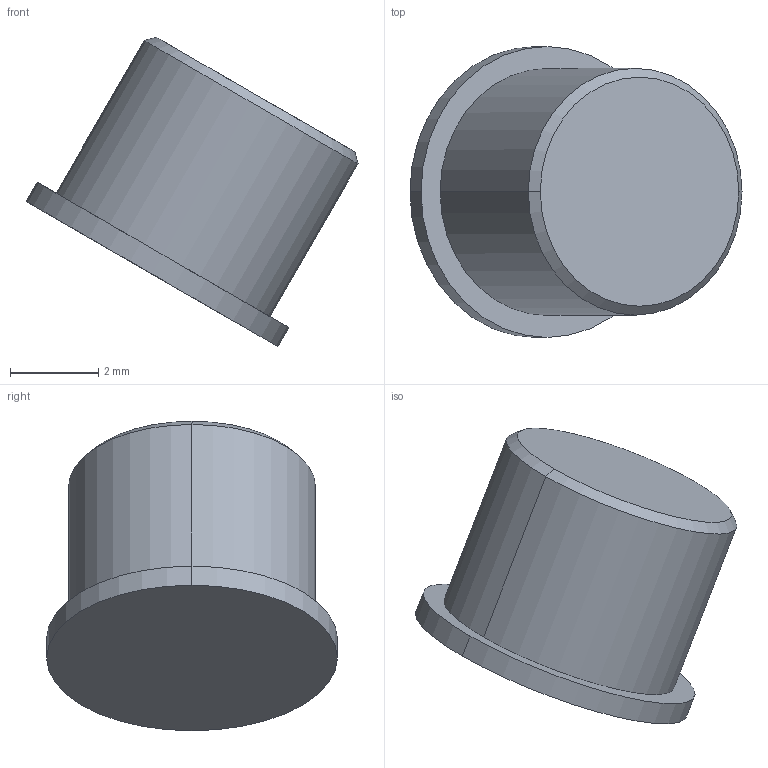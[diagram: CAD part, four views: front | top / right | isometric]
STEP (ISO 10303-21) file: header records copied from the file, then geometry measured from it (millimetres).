
FILE_DESCRIPTION (( 'STEP AP203' ), '1' );
FILE_NAME ('BOUTON_V2.stp', '2019-05-31T15:52:18', ( '' ), ( '' ), 'SwSTEP 2.0', 'SolidWorks 2018', '' );
FILE_SCHEMA (( 'CONFIG_CONTROL_DESIGN' ));
Length unit declared in the file: millimetre
Products named in the file (1): BOUTON_V2
Bounding box: 7.53 x 6.6 x 7.02 mm (x, y, z)
Volume: 120.2 mm3; surface area: 150.6 mm2
Topology: 1 solids, 1 shells, 9 faces, 16 edges, 10 vertices
Faces by surface type: cylinder 4, plane 3, cone 2
Entity records: 301 total; most frequent: DIRECTION 46, CARTESIAN_POINT 36, ORIENTED_EDGE 32, AXIS2_PLACEMENT_3D 20, EDGE_CURVE 16, EDGE_LOOP 10, VERTEX_POINT 10, CIRCLE 10
